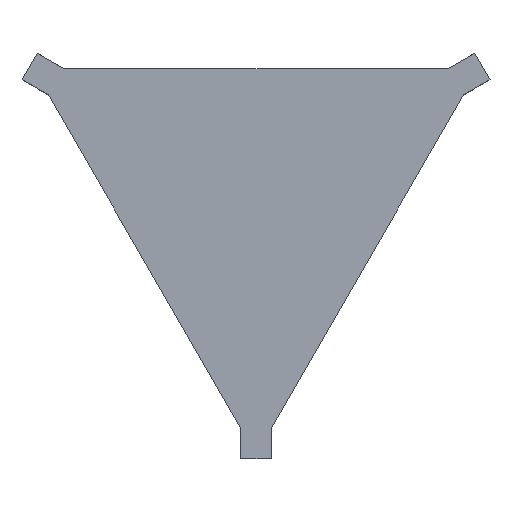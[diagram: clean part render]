
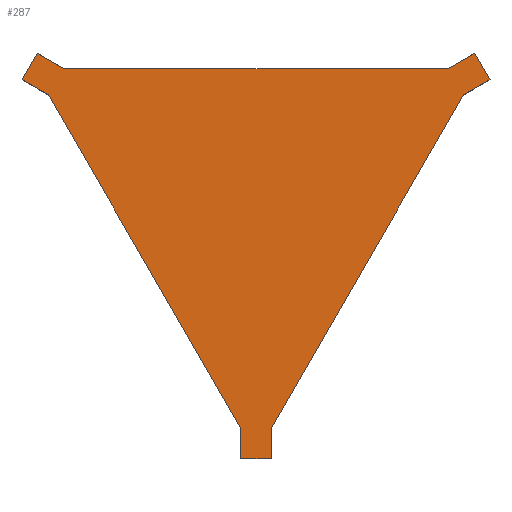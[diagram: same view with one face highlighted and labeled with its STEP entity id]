
A CAD part, front view. The second image highlights one B-rep face of the part: STEP entity #287.
In plain terms, the highlighted planar face has unit normal (0, -1, 0).
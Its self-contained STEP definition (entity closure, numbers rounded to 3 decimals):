
#4 = EDGE_CURVE ( 'NONE', #296, #645, #363, .T. ) ;
#5 = CARTESIAN_POINT ( 'NONE',  ( -3., 0., -71.014 ) ) ;
#9 = CARTESIAN_POINT ( 'NONE',  ( -3., 0., -71.014 ) ) ;
#10 = EDGE_CURVE ( 'NONE', #314, #71, #575, .T. ) ;
#35 = EDGE_CURVE ( 'NONE', #603, #209, #469, .T. ) ;
#36 = DIRECTION ( 'NONE',  ( 0.5, 0., 0.866 ) ) ;
#48 = ORIENTED_EDGE ( 'NONE', *, *, #62, .F. ) ;
#53 = CARTESIAN_POINT ( 'NONE',  ( 3., 0., -77.014 ) ) ;
#54 = EDGE_CURVE ( 'NONE', #309, #433, #652, .T. ) ;
#60 = DIRECTION ( 'NONE',  ( 0., 0., 1. ) ) ;
#62 = EDGE_CURVE ( 'NONE', #71, #480, #222, .T. ) ;
#71 = VERTEX_POINT ( 'NONE', #609 ) ;
#81 = EDGE_CURVE ( 'NONE', #645, #603, #501, .T. ) ;
#93 = ORIENTED_EDGE ( 'NONE', *, *, #54, .F. ) ;
#97 = ORIENTED_EDGE ( 'NONE', *, *, #35, .F. ) ;
#101 = ORIENTED_EDGE ( 'NONE', *, *, #254, .F. ) ;
#102 = EDGE_CURVE ( 'NONE', #262, #309, #375, .T. ) ;
#115 = CARTESIAN_POINT ( 'NONE',  ( -3., 0., -71.014 ) ) ;
#160 = CARTESIAN_POINT ( 'NONE',  ( -43.196, 0., 3. ) ) ;
#198 = ORIENTED_EDGE ( 'NONE', *, *, #81, .F. ) ;
#209 = VERTEX_POINT ( 'NONE', #668 ) ;
#219 = EDGE_CURVE ( 'NONE', #248, #418, #723, .T. ) ;
#222 = LINE ( 'NONE', #53, #338 ) ;
#225 = VECTOR ( 'NONE', #238, 1000. ) ;
#226 = DIRECTION ( 'NONE',  ( 0.866, 0., 0.5 ) ) ;
#232 = LINE ( 'NONE', #617, #331 ) ;
#238 = DIRECTION ( 'NONE',  ( -0.5, 0., 0.866 ) ) ;
#245 = EDGE_LOOP ( 'NONE', ( #326, #365, #417, #408, #48, #341, #101, #93, #590, #370, #97, #198 ) ) ;
#247 = DIRECTION ( 'NONE',  ( 1., 0., 0. ) ) ;
#248 = VERTEX_POINT ( 'NONE', #9 ) ;
#254 = EDGE_CURVE ( 'NONE', #433, #314, #342, .T. ) ;
#262 = VERTEX_POINT ( 'NONE', #284 ) ;
#265 = EDGE_CURVE ( 'NONE', #209, #262, #232, .T. ) ;
#268 = CARTESIAN_POINT ( 'NONE',  ( -38., 0., 0. ) ) ;
#280 = EDGE_CURVE ( 'NONE', #480, #248, #565, .T. ) ;
#284 = CARTESIAN_POINT ( 'NONE',  ( 43.196, 0., 3. ) ) ;
#286 = PLANE ( 'NONE',  #388 ) ;
#287 = ADVANCED_FACE ( 'NONE', ( #623 ), #286, .T. ) ;
#292 = CARTESIAN_POINT ( 'NONE',  ( 46.196, 0., -2.196 ) ) ;
#296 = VERTEX_POINT ( 'NONE', #507 ) ;
#303 = DIRECTION ( 'NONE',  ( -0.866, 0., 0.5 ) ) ;
#309 = VERTEX_POINT ( 'NONE', #292 ) ;
#314 = VERTEX_POINT ( 'NONE', #512 ) ;
#318 = VECTOR ( 'NONE', #380, 1000. ) ;
#326 = ORIENTED_EDGE ( 'NONE', *, *, #4, .F. ) ;
#331 = VECTOR ( 'NONE', #226, 1000. ) ;
#338 = VECTOR ( 'NONE', #663, 1000. ) ;
#341 = ORIENTED_EDGE ( 'NONE', *, *, #10, .F. ) ;
#342 = LINE ( 'NONE', #505, #636 ) ;
#358 = CARTESIAN_POINT ( 'NONE',  ( -46.196, 0., -2.196 ) ) ;
#363 = LINE ( 'NONE', #358, #376 ) ;
#364 = VECTOR ( 'NONE', #60, 1000. ) ;
#365 = ORIENTED_EDGE ( 'NONE', *, *, #438, .F. ) ;
#370 = ORIENTED_EDGE ( 'NONE', *, *, #265, .F. ) ;
#375 = LINE ( 'NONE', #449, #534 ) ;
#376 = VECTOR ( 'NONE', #36, 1000. ) ;
#380 = DIRECTION ( 'NONE',  ( 0.866, 0., -0.5 ) ) ;
#387 = DIRECTION ( 'NONE',  ( 0.5, 0., -0.866 ) ) ;
#388 = AXIS2_PLACEMENT_3D ( 'NONE', #673, #405, #461 ) ;
#405 = DIRECTION ( 'NONE',  ( 0., -1., 0. ) ) ;
#408 = ORIENTED_EDGE ( 'NONE', *, *, #280, .F. ) ;
#417 = ORIENTED_EDGE ( 'NONE', *, *, #219, .F. ) ;
#418 = VERTEX_POINT ( 'NONE', #577 ) ;
#433 = VERTEX_POINT ( 'NONE', #691 ) ;
#438 = EDGE_CURVE ( 'NONE', #418, #296, #574, .T. ) ;
#449 = CARTESIAN_POINT ( 'NONE',  ( 43.196, 0., 3. ) ) ;
#461 = DIRECTION ( 'NONE',  ( 0., 0., -1. ) ) ;
#469 = LINE ( 'NONE', #523, #708 ) ;
#480 = VERTEX_POINT ( 'NONE', #530 ) ;
#488 = CARTESIAN_POINT ( 'NONE',  ( 41., 0., -5.196 ) ) ;
#494 = CARTESIAN_POINT ( 'NONE',  ( -38., 0., 0. ) ) ;
#501 = LINE ( 'NONE', #268, #318 ) ;
#505 = CARTESIAN_POINT ( 'NONE',  ( 3., 0., -71.014 ) ) ;
#507 = CARTESIAN_POINT ( 'NONE',  ( -46.196, 0., -2.196 ) ) ;
#512 = CARTESIAN_POINT ( 'NONE',  ( 3., 0., -71.014 ) ) ;
#517 = CARTESIAN_POINT ( 'NONE',  ( 3., 0., -71.014 ) ) ;
#523 = CARTESIAN_POINT ( 'NONE',  ( -38., 0., 0. ) ) ;
#525 = CARTESIAN_POINT ( 'NONE',  ( -41., 0., -5.196 ) ) ;
#530 = CARTESIAN_POINT ( 'NONE',  ( -3., 0., -77.014 ) ) ;
#534 = VECTOR ( 'NONE', #387, 1000. ) ;
#553 = DIRECTION ( 'NONE',  ( -0.866, 0., -0.5 ) ) ;
#565 = LINE ( 'NONE', #5, #364 ) ;
#569 = VECTOR ( 'NONE', #578, 1000. ) ;
#571 = DIRECTION ( 'NONE',  ( -0.5, 0., -0.866 ) ) ;
#574 = LINE ( 'NONE', #525, #671 ) ;
#575 = LINE ( 'NONE', #517, #569 ) ;
#577 = CARTESIAN_POINT ( 'NONE',  ( -41., 0., -5.196 ) ) ;
#578 = DIRECTION ( 'NONE',  ( 0., 0., -1. ) ) ;
#590 = ORIENTED_EDGE ( 'NONE', *, *, #102, .F. ) ;
#603 = VERTEX_POINT ( 'NONE', #494 ) ;
#609 = CARTESIAN_POINT ( 'NONE',  ( 3., 0., -77.014 ) ) ;
#617 = CARTESIAN_POINT ( 'NONE',  ( 38., 0., 0. ) ) ;
#623 = FACE_OUTER_BOUND ( 'NONE', #245, .T. ) ;
#625 = VECTOR ( 'NONE', #553, 1000. ) ;
#636 = VECTOR ( 'NONE', #571, 1000. ) ;
#645 = VERTEX_POINT ( 'NONE', #160 ) ;
#652 = LINE ( 'NONE', #488, #625 ) ;
#663 = DIRECTION ( 'NONE',  ( -1., 0., 0. ) ) ;
#668 = CARTESIAN_POINT ( 'NONE',  ( 38., 0., 0. ) ) ;
#671 = VECTOR ( 'NONE', #303, 1000. ) ;
#673 = CARTESIAN_POINT ( 'NONE',  ( 0., 0., 0. ) ) ;
#691 = CARTESIAN_POINT ( 'NONE',  ( 41., 0., -5.196 ) ) ;
#708 = VECTOR ( 'NONE', #247, 1000. ) ;
#723 = LINE ( 'NONE', #115, #225 ) ;
